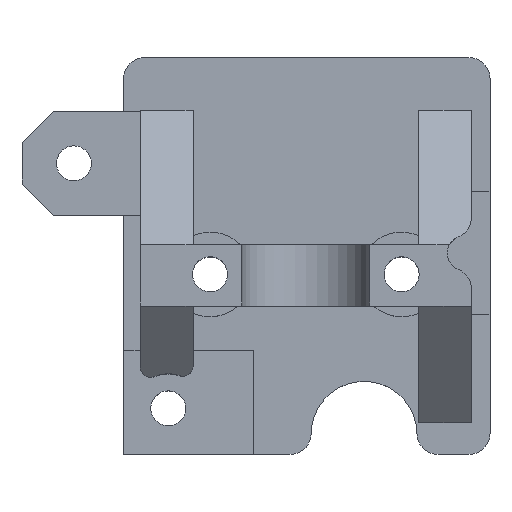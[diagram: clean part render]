
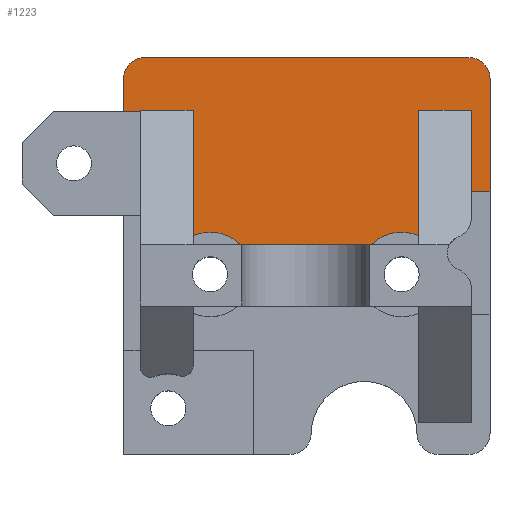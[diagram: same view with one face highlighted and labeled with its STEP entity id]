
A CAD part, top view. The second image highlights one B-rep face of the part: STEP entity #1223.
In plain terms, the highlighted planar face has unit normal (0, 0, 1).
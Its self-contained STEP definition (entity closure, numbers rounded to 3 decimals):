
#5 = EDGE_CURVE ( 'NONE', #1034, #2894, #732, .T. ) ;
#43 = CARTESIAN_POINT ( 'NONE',  ( 0., -22.189, 1.9 ) ) ;
#69 = LINE ( 'NONE', #1893, #2394 ) ;
#106 = DIRECTION ( 'NONE',  ( -1., 0., 0. ) ) ;
#121 = CARTESIAN_POINT ( 'NONE',  ( -3.537, -6.489, 1.9 ) ) ;
#159 = CARTESIAN_POINT ( 'NONE',  ( 4.631, -24.989, 1.9 ) ) ;
#189 = DIRECTION ( 'NONE',  ( 0., 1., 0. ) ) ;
#217 = CARTESIAN_POINT ( 'NONE',  ( 31.081, -4.489, 1.9 ) ) ;
#222 = DIRECTION ( 'NONE',  ( 1., 0., 0. ) ) ;
#236 = EDGE_CURVE ( 'NONE', #875, #933, #3259, .T. ) ;
#239 = LINE ( 'NONE', #1722, #802 ) ;
#325 = VECTOR ( 'NONE', #189, 1000. ) ;
#364 = EDGE_CURVE ( 'NONE', #3141, #1066, #3112, .T. ) ;
#378 = CARTESIAN_POINT ( 'NONE',  ( 22.731, -20.989, 1.9 ) ) ;
#437 = VECTOR ( 'NONE', #929, 1000. ) ;
#443 = AXIS2_PLACEMENT_3D ( 'NONE', #159, #2219, #1217 ) ;
#448 = EDGE_CURVE ( 'NONE', #2659, #2886, #2490, .T. ) ;
#472 = LINE ( 'NONE', #1211, #325 ) ;
#484 = VERTEX_POINT ( 'NONE', #1202 ) ;
#551 = VECTOR ( 'NONE', #1809, 1000. ) ;
#577 = CARTESIAN_POINT ( 'NONE',  ( -1.537, -4.489, 1.9 ) ) ;
#584 = DIRECTION ( 'NONE',  ( 1., 0., 0. ) ) ;
#588 = DIRECTION ( 'NONE',  ( 0., 1., 0. ) ) ;
#601 = AXIS2_PLACEMENT_3D ( 'NONE', #2997, #1744, #1732 ) ;
#618 = CARTESIAN_POINT ( 'NONE',  ( 3.031, -9.489, 1.9 ) ) ;
#648 = CARTESIAN_POINT ( 'NONE',  ( -1.969, -9.589, 1.9 ) ) ;
#697 = FACE_OUTER_BOUND ( 'NONE', #2615, .T. ) ;
#704 = AXIS2_PLACEMENT_3D ( 'NONE', #1566, #2565, #1417 ) ;
#714 = VECTOR ( 'NONE', #1942, 1000. ) ;
#718 = VERTEX_POINT ( 'NONE', #618 ) ;
#726 = EDGE_CURVE ( 'NONE', #2886, #3185, #3176, .T. ) ;
#732 = LINE ( 'NONE', #2208, #437 ) ;
#766 = DIRECTION ( 'NONE',  ( 0., -1., 0. ) ) ;
#771 = CARTESIAN_POINT ( 'NONE',  ( -1.969, -9.489, 1.9 ) ) ;
#775 = LINE ( 'NONE', #43, #551 ) ;
#802 = VECTOR ( 'NONE', #1967, 1000. ) ;
#875 = VERTEX_POINT ( 'NONE', #918 ) ;
#902 = CARTESIAN_POINT ( 'NONE',  ( 22.731, -24.989, 1.9 ) ) ;
#918 = CARTESIAN_POINT ( 'NONE',  ( 31.081, -17.189, 1.9 ) ) ;
#929 = DIRECTION ( 'NONE',  ( 0., 1., 0. ) ) ;
#933 = VERTEX_POINT ( 'NONE', #1336 ) ;
#1034 = VERTEX_POINT ( 'NONE', #2629 ) ;
#1045 = CARTESIAN_POINT ( 'NONE',  ( 4.631, -20.989, 1.9 ) ) ;
#1066 = VERTEX_POINT ( 'NONE', #378 ) ;
#1091 = CARTESIAN_POINT ( 'NONE',  ( 4.631, -24.989, 1.9 ) ) ;
#1158 = ORIENTED_EDGE ( 'NONE', *, *, #236, .T. ) ;
#1179 = DIRECTION ( 'NONE',  ( 0., 0., 1. ) ) ;
#1202 = CARTESIAN_POINT ( 'NONE',  ( 29.081, -4.489, 1.9 ) ) ;
#1206 = EDGE_CURVE ( 'NONE', #484, #2664, #1251, .T. ) ;
#1211 = CARTESIAN_POINT ( 'NONE',  ( 3.031, -9.489, 1.9 ) ) ;
#1217 = DIRECTION ( 'NONE',  ( 1., 0., 0. ) ) ;
#1223 = ADVANCED_FACE ( 'NONE', ( #697 ), #2966, .T. ) ;
#1251 = LINE ( 'NONE', #217, #714 ) ;
#1258 = CARTESIAN_POINT ( 'NONE',  ( 19.875, -22.189, 1.9 ) ) ;
#1321 = EDGE_CURVE ( 'NONE', #2888, #3185, #775, .T. ) ;
#1336 = CARTESIAN_POINT ( 'NONE',  ( 31.081, -6.489, 1.9 ) ) ;
#1379 = DIRECTION ( 'NONE',  ( 1., 0., 0. ) ) ;
#1384 = VECTOR ( 'NONE', #1767, 1000. ) ;
#1398 = CARTESIAN_POINT ( 'NONE',  ( 31.081, -4.489, 1.9 ) ) ;
#1405 = VECTOR ( 'NONE', #106, 1000. ) ;
#1406 = ORIENTED_EDGE ( 'NONE', *, *, #1873, .F. ) ;
#1417 = DIRECTION ( 'NONE',  ( 1., 0., 0. ) ) ;
#1445 = CARTESIAN_POINT ( 'NONE',  ( -1.537, -6.489, 1.9 ) ) ;
#1532 = CIRCLE ( 'NONE', #704, 2. ) ;
#1547 = ORIENTED_EDGE ( 'NONE', *, *, #3269, .T. ) ;
#1550 = EDGE_CURVE ( 'NONE', #2401, #2950, #1690, .T. ) ;
#1566 = CARTESIAN_POINT ( 'NONE',  ( 29.081, -6.489, 1.9 ) ) ;
#1567 = DIRECTION ( 'NONE',  ( 0., 1., 0. ) ) ;
#1588 = AXIS2_PLACEMENT_3D ( 'NONE', #1445, #1179, #222 ) ;
#1637 = CARTESIAN_POINT ( 'NONE',  ( -3.737, -9.589, 1.9 ) ) ;
#1659 = DIRECTION ( 'NONE',  ( 0., 0., 1. ) ) ;
#1677 = ORIENTED_EDGE ( 'NONE', *, *, #726, .T. ) ;
#1690 = LINE ( 'NONE', #2944, #3021 ) ;
#1698 = AXIS2_PLACEMENT_3D ( 'NONE', #2379, #1659, #1379 ) ;
#1722 = CARTESIAN_POINT ( 'NONE',  ( 24.331, -9.489, 1.9 ) ) ;
#1732 = DIRECTION ( 'NONE',  ( 1., 0., 0. ) ) ;
#1744 = DIRECTION ( 'NONE',  ( 0., 0., 1. ) ) ;
#1767 = DIRECTION ( 'NONE',  ( -1., 0., 0. ) ) ;
#1785 = CARTESIAN_POINT ( 'NONE',  ( 24.331, -9.489, 1.9 ) ) ;
#1809 = DIRECTION ( 'NONE',  ( -1., 0., 0. ) ) ;
#1821 = LINE ( 'NONE', #2555, #2557 ) ;
#1848 = DIRECTION ( 'NONE',  ( 0., 0., -1. ) ) ;
#1864 = CIRCLE ( 'NONE', #3127, 4. ) ;
#1869 = VERTEX_POINT ( 'NONE', #3149 ) ;
#1873 = EDGE_CURVE ( 'NONE', #1066, #2888, #1864, .T. ) ;
#1878 = VERTEX_POINT ( 'NONE', #121 ) ;
#1893 = CARTESIAN_POINT ( 'NONE',  ( 24.331, -9.489, 1.9 ) ) ;
#1918 = ORIENTED_EDGE ( 'NONE', *, *, #1550, .T. ) ;
#1942 = DIRECTION ( 'NONE',  ( -1., 0., 0. ) ) ;
#1954 = DIRECTION ( 'NONE',  ( 0., 1., 0. ) ) ;
#1967 = DIRECTION ( 'NONE',  ( 1., 0., 0. ) ) ;
#1980 = ORIENTED_EDGE ( 'NONE', *, *, #3180, .T. ) ;
#2001 = ORIENTED_EDGE ( 'NONE', *, *, #364, .F. ) ;
#2062 = CARTESIAN_POINT ( 'NONE',  ( 29.331, -9.489, 1.9 ) ) ;
#2110 = CIRCLE ( 'NONE', #1588, 2. ) ;
#2123 = VERTEX_POINT ( 'NONE', #1785 ) ;
#2145 = LINE ( 'NONE', #1637, #1405 ) ;
#2152 = ORIENTED_EDGE ( 'NONE', *, *, #2359, .F. ) ;
#2164 = EDGE_CURVE ( 'NONE', #1878, #1869, #3049, .T. ) ;
#2208 = CARTESIAN_POINT ( 'NONE',  ( 29.331, -9.489, 1.9 ) ) ;
#2218 = ORIENTED_EDGE ( 'NONE', *, *, #1321, .F. ) ;
#2219 = DIRECTION ( 'NONE',  ( 0., 0., -1. ) ) ;
#2254 = ORIENTED_EDGE ( 'NONE', *, *, #2893, .F. ) ;
#2276 = AXIS2_PLACEMENT_3D ( 'NONE', #1091, #1848, #2817 ) ;
#2287 = VECTOR ( 'NONE', #766, 1000. ) ;
#2293 = CARTESIAN_POINT ( 'NONE',  ( 31.081, -17.189, 1.9 ) ) ;
#2296 = EDGE_CURVE ( 'NONE', #3141, #2123, #69, .T. ) ;
#2305 = ORIENTED_EDGE ( 'NONE', *, *, #5, .F. ) ;
#2359 = EDGE_CURVE ( 'NONE', #2659, #718, #472, .T. ) ;
#2378 = ORIENTED_EDGE ( 'NONE', *, *, #2296, .T. ) ;
#2379 = CARTESIAN_POINT ( 'NONE',  ( 22.731, -24.989, 1.9 ) ) ;
#2394 = VECTOR ( 'NONE', #1567, 1000. ) ;
#2401 = VERTEX_POINT ( 'NONE', #648 ) ;
#2418 = ORIENTED_EDGE ( 'NONE', *, *, #2164, .T. ) ;
#2435 = VECTOR ( 'NONE', #588, 1000. ) ;
#2462 = CARTESIAN_POINT ( 'NONE',  ( 7.488, -22.189, 1.9 ) ) ;
#2490 = CIRCLE ( 'NONE', #443, 4. ) ;
#2515 = LINE ( 'NONE', #2293, #1384 ) ;
#2536 = DIRECTION ( 'NONE',  ( -1., 0., 0. ) ) ;
#2555 = CARTESIAN_POINT ( 'NONE',  ( 3.031, -9.489, 1.9 ) ) ;
#2557 = VECTOR ( 'NONE', #2536, 1000. ) ;
#2565 = DIRECTION ( 'NONE',  ( 0., 0., 1. ) ) ;
#2589 = EDGE_CURVE ( 'NONE', #875, #1034, #2515, .T. ) ;
#2615 = EDGE_LOOP ( 'NONE', ( #3125, #1547, #2418, #3078, #1918, #2254, #2152, #3266, #1677, #2218, #1406, #2001, #2378, #1980, #2305, #2977, #1158, #2687 ) ) ;
#2622 = EDGE_CURVE ( 'NONE', #933, #484, #1532, .T. ) ;
#2629 = CARTESIAN_POINT ( 'NONE',  ( 29.331, -17.189, 1.9 ) ) ;
#2635 = CARTESIAN_POINT ( 'NONE',  ( 24.331, -21.323, 1.9 ) ) ;
#2659 = VERTEX_POINT ( 'NONE', #3059 ) ;
#2664 = VERTEX_POINT ( 'NONE', #577 ) ;
#2687 = ORIENTED_EDGE ( 'NONE', *, *, #2622, .T. ) ;
#2817 = DIRECTION ( 'NONE',  ( 1., 0., 0. ) ) ;
#2886 = VERTEX_POINT ( 'NONE', #1045 ) ;
#2888 = VERTEX_POINT ( 'NONE', #1258 ) ;
#2893 = EDGE_CURVE ( 'NONE', #718, #2950, #1821, .T. ) ;
#2894 = VERTEX_POINT ( 'NONE', #2062 ) ;
#2901 = DIRECTION ( 'NONE',  ( 0., 0., 1. ) ) ;
#2944 = CARTESIAN_POINT ( 'NONE',  ( -1.969, -9.489, 1.9 ) ) ;
#2950 = VERTEX_POINT ( 'NONE', #771 ) ;
#2966 = PLANE ( 'NONE',  #601 ) ;
#2977 = ORIENTED_EDGE ( 'NONE', *, *, #2589, .F. ) ;
#2997 = CARTESIAN_POINT ( 'NONE',  ( 0., 0., 1.9 ) ) ;
#3016 = CARTESIAN_POINT ( 'NONE',  ( -3.537, -33.289, 1.9 ) ) ;
#3021 = VECTOR ( 'NONE', #1954, 1000. ) ;
#3049 = LINE ( 'NONE', #3016, #2287 ) ;
#3059 = CARTESIAN_POINT ( 'NONE',  ( 3.031, -21.323, 1.9 ) ) ;
#3072 = EDGE_CURVE ( 'NONE', #2401, #1869, #2145, .T. ) ;
#3078 = ORIENTED_EDGE ( 'NONE', *, *, #3072, .F. ) ;
#3112 = CIRCLE ( 'NONE', #1698, 4. ) ;
#3125 = ORIENTED_EDGE ( 'NONE', *, *, #1206, .T. ) ;
#3127 = AXIS2_PLACEMENT_3D ( 'NONE', #902, #2901, #584 ) ;
#3141 = VERTEX_POINT ( 'NONE', #2635 ) ;
#3149 = CARTESIAN_POINT ( 'NONE',  ( -3.537, -9.589, 1.9 ) ) ;
#3176 = CIRCLE ( 'NONE', #2276, 4. ) ;
#3180 = EDGE_CURVE ( 'NONE', #2123, #2894, #239, .T. ) ;
#3185 = VERTEX_POINT ( 'NONE', #2462 ) ;
#3259 = LINE ( 'NONE', #1398, #2435 ) ;
#3266 = ORIENTED_EDGE ( 'NONE', *, *, #448, .T. ) ;
#3269 = EDGE_CURVE ( 'NONE', #2664, #1878, #2110, .T. ) ;
